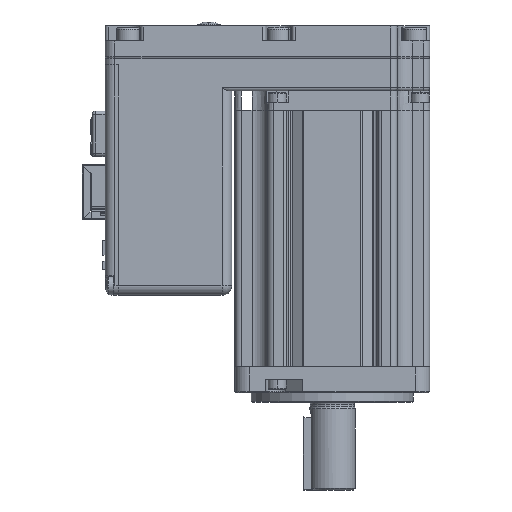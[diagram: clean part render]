
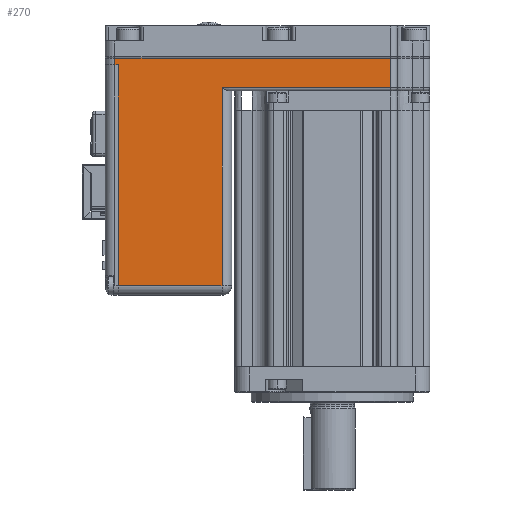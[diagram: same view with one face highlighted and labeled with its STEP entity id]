
A CAD part, front view. The second image highlights one B-rep face of the part: STEP entity #270.
In plain terms, the highlighted planar face has unit normal (0, -1, 0).
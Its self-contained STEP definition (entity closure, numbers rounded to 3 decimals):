
#270 = ADVANCED_FACE ( 'NONE', ( #73333 ), #43844, .F. ) ;
#1336 = DIRECTION ( 'NONE',  ( -1., 0., 0. ) ) ;
#2911 = ORIENTED_EDGE ( 'NONE', *, *, #15472, .T. ) ;
#3466 = VERTEX_POINT ( 'NONE', #16623 ) ;
#6699 = ORIENTED_EDGE ( 'NONE', *, *, #29628, .T. ) ;
#8584 = AXIS2_PLACEMENT_3D ( 'NONE', #65265, #39054, #13295 ) ;
#8648 = CARTESIAN_POINT ( 'NONE',  ( 5.433, -30.734, 103.5 ) ) ;
#10607 = CARTESIAN_POINT ( 'NONE',  ( 57.433, -30.734, 103.5 ) ) ;
#11284 = CARTESIAN_POINT ( 'NONE',  ( 5.433, -30.734, 33.5 ) ) ;
#11749 = LINE ( 'NONE', #37226, #60772 ) ;
#13295 = DIRECTION ( 'NONE',  ( 0., 0., 1. ) ) ;
#15086 = DIRECTION ( 'NONE',  ( 0., 0., 1. ) ) ;
#15277 = VECTOR ( 'NONE', #82213, 1000. ) ;
#15472 = EDGE_CURVE ( 'NONE', #73830, #59670, #72204, .T. ) ;
#16623 = CARTESIAN_POINT ( 'NONE',  ( -26.567, -30.734, 33.5 ) ) ;
#16932 = LINE ( 'NONE', #10607, #32012 ) ;
#21077 = VECTOR ( 'NONE', #33180, 1000. ) ;
#22696 = CARTESIAN_POINT ( 'NONE',  ( 5.433, -30.734, 94.5 ) ) ;
#23561 = DIRECTION ( 'NONE',  ( 0., 0., -1. ) ) ;
#24110 = VERTEX_POINT ( 'NONE', #48952 ) ;
#27059 = CARTESIAN_POINT ( 'NONE',  ( -26.567, -30.734, 101.5 ) ) ;
#28156 = LINE ( 'NONE', #8648, #77092 ) ;
#28979 = ORIENTED_EDGE ( 'NONE', *, *, #64211, .F. ) ;
#29628 = EDGE_CURVE ( 'NONE', #3466, #24110, #69196, .T. ) ;
#30340 = EDGE_CURVE ( 'NONE', #37758, #76136, #38105, .T. ) ;
#32012 = VECTOR ( 'NONE', #23561, 1000. ) ;
#33044 = CARTESIAN_POINT ( 'NONE',  ( 34.261, -30.734, 101.5 ) ) ;
#33180 = DIRECTION ( 'NONE',  ( 0., 0., -1. ) ) ;
#37226 = CARTESIAN_POINT ( 'NONE',  ( -26.567, -30.734, 91.5 ) ) ;
#37758 = VERTEX_POINT ( 'NONE', #69760 ) ;
#38105 = LINE ( 'NONE', #64938, #21077 ) ;
#38237 = VECTOR ( 'NONE', #61148, 1000. ) ;
#39054 = DIRECTION ( 'NONE',  ( 0., 1., 0. ) ) ;
#41885 = VERTEX_POINT ( 'NONE', #53689 ) ;
#43735 = CARTESIAN_POINT ( 'NONE',  ( 9.433, -30.734, 103.5 ) ) ;
#43844 = PLANE ( 'NONE',  #8584 ) ;
#44774 = LINE ( 'NONE', #33044, #76742 ) ;
#48244 = CARTESIAN_POINT ( 'NONE',  ( 57.433, -30.734, 94.5 ) ) ;
#48952 = CARTESIAN_POINT ( 'NONE',  ( 5.433, -30.734, 33.5 ) ) ;
#49812 = DIRECTION ( 'NONE',  ( 0., 0., 1. ) ) ;
#50270 = ORIENTED_EDGE ( 'NONE', *, *, #51805, .F. ) ;
#51305 = LINE ( 'NONE', #43735, #15277 ) ;
#51805 = EDGE_CURVE ( 'NONE', #37758, #41885, #51305, .T. ) ;
#52129 = ORIENTED_EDGE ( 'NONE', *, *, #76502, .F. ) ;
#52183 = VECTOR ( 'NONE', #75295, 1000. ) ;
#52762 = EDGE_CURVE ( 'NONE', #24110, #73830, #28156, .T. ) ;
#53689 = CARTESIAN_POINT ( 'NONE',  ( 57.433, -30.734, 103.5 ) ) ;
#54747 = CARTESIAN_POINT ( 'NONE',  ( 69.433, -30.734, 94.5 ) ) ;
#57782 = ORIENTED_EDGE ( 'NONE', *, *, #52762, .T. ) ;
#58164 = VERTEX_POINT ( 'NONE', #27059 ) ;
#59670 = VERTEX_POINT ( 'NONE', #48244 ) ;
#60772 = VECTOR ( 'NONE', #49812, 1000. ) ;
#61148 = DIRECTION ( 'NONE',  ( 1., 0., 0. ) ) ;
#63548 = CARTESIAN_POINT ( 'NONE',  ( -27.567, -30.734, 101.5 ) ) ;
#63998 = EDGE_CURVE ( 'NONE', #3466, #58164, #11749, .T. ) ;
#64211 = EDGE_CURVE ( 'NONE', #58164, #76136, #44774, .T. ) ;
#64938 = CARTESIAN_POINT ( 'NONE',  ( -27.567, -30.734, 103.5 ) ) ;
#65265 = CARTESIAN_POINT ( 'NONE',  ( 69.433, -30.734, 103.5 ) ) ;
#66033 = EDGE_LOOP ( 'NONE', ( #57782, #2911, #52129, #50270, #82672, #28979, #73027, #6699 ) ) ;
#69196 = LINE ( 'NONE', #11284, #52183 ) ;
#69760 = CARTESIAN_POINT ( 'NONE',  ( -27.567, -30.734, 103.5 ) ) ;
#72204 = LINE ( 'NONE', #54747, #38237 ) ;
#73027 = ORIENTED_EDGE ( 'NONE', *, *, #63998, .F. ) ;
#73333 = FACE_OUTER_BOUND ( 'NONE', #66033, .T. ) ;
#73830 = VERTEX_POINT ( 'NONE', #22696 ) ;
#75295 = DIRECTION ( 'NONE',  ( 1., 0., 0. ) ) ;
#76136 = VERTEX_POINT ( 'NONE', #63548 ) ;
#76502 = EDGE_CURVE ( 'NONE', #41885, #59670, #16932, .T. ) ;
#76742 = VECTOR ( 'NONE', #1336, 1000. ) ;
#77092 = VECTOR ( 'NONE', #15086, 1000. ) ;
#82213 = DIRECTION ( 'NONE',  ( 1., 0., 0. ) ) ;
#82672 = ORIENTED_EDGE ( 'NONE', *, *, #30340, .T. ) ;
